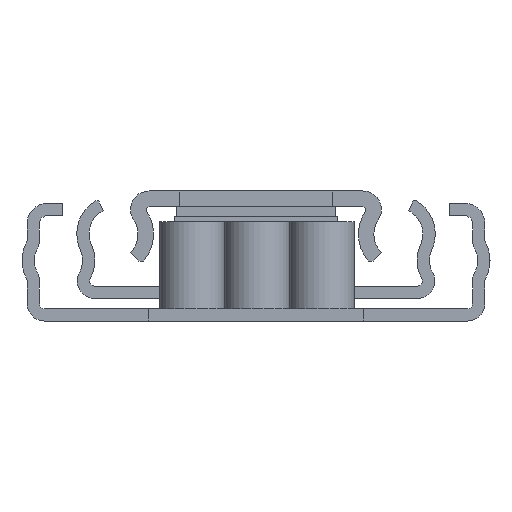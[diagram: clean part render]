
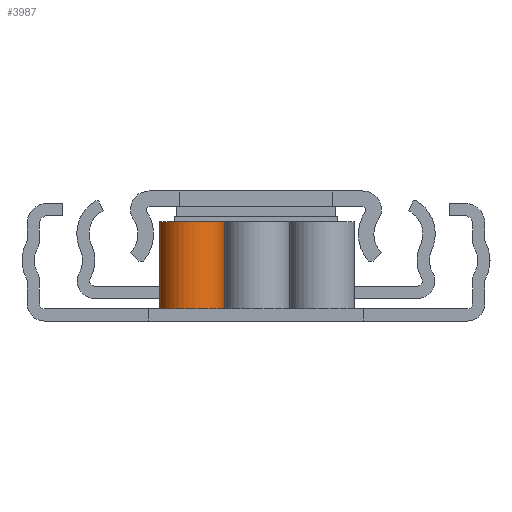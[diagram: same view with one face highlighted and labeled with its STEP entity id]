
A CAD part, left-side view. The second image highlights one B-rep face of the part: STEP entity #3987.
In plain terms, the highlighted cylindrical face has radius 3.198 mm (diameter 6.396 mm), a partial arc.
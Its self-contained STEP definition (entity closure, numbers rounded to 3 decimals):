
#390 = CIRCLE ( 'NONE', #5468, 3.198 ) ;
#528 = LINE ( 'NONE', #6837, #8113 ) ;
#957 = CARTESIAN_POINT ( 'NONE',  ( -9.5, -1.1, 8.5 ) ) ;
#1257 = CARTESIAN_POINT ( 'NONE',  ( -6.333, -0.652, 0. ) ) ;
#1472 = FACE_OUTER_BOUND ( 'NONE', #8156, .T. ) ;
#1859 = EDGE_CURVE ( 'NONE', #10147, #3096, #1864, .T. ) ;
#1864 = CIRCLE ( 'NONE', #6733, 3.198 ) ;
#2303 = DIRECTION ( 'NONE',  ( -1., 0., 0. ) ) ;
#3096 = VERTEX_POINT ( 'NONE', #8908 ) ;
#3175 = DIRECTION ( 'NONE',  ( 0., 0., -1. ) ) ;
#3700 = ORIENTED_EDGE ( 'NONE', *, *, #8379, .T. ) ;
#3796 = VERTEX_POINT ( 'NONE', #957 ) ;
#3987 = ADVANCED_FACE ( 'NONE', ( #1472 ), #11362, .T. ) ;
#4067 = DIRECTION ( 'NONE',  ( 0., 0., -1. ) ) ;
#4117 = DIRECTION ( 'NONE',  ( 0., 0., -1. ) ) ;
#4319 = DIRECTION ( 'NONE',  ( -1., 0., 0. ) ) ;
#4332 = VERTEX_POINT ( 'NONE', #7909 ) ;
#4553 = AXIS2_PLACEMENT_3D ( 'NONE', #5045, #3175, #2303 ) ;
#4554 = ORIENTED_EDGE ( 'NONE', *, *, #1859, .F. ) ;
#5045 = CARTESIAN_POINT ( 'NONE',  ( -6.333, -0.652, 8.5 ) ) ;
#5096 = CARTESIAN_POINT ( 'NONE',  ( -3.167, -1.1, 0. ) ) ;
#5468 = AXIS2_PLACEMENT_3D ( 'NONE', #8764, #6083, #4319 ) ;
#5970 = VECTOR ( 'NONE', #6133, 1000. ) ;
#6083 = DIRECTION ( 'NONE',  ( 0., 0., -1. ) ) ;
#6133 = DIRECTION ( 'NONE',  ( 0., 0., -1. ) ) ;
#6288 = EDGE_CURVE ( 'NONE', #4332, #10147, #528, .T. ) ;
#6733 = AXIS2_PLACEMENT_3D ( 'NONE', #1257, #4067, #10457 ) ;
#6837 = CARTESIAN_POINT ( 'NONE',  ( -3.167, -1.1, 8.5 ) ) ;
#6978 = CARTESIAN_POINT ( 'NONE',  ( -9.5, -1.1, 8.5 ) ) ;
#7157 = EDGE_CURVE ( 'NONE', #3796, #3096, #8943, .T. ) ;
#7909 = CARTESIAN_POINT ( 'NONE',  ( -3.167, -1.1, 8.5 ) ) ;
#8113 = VECTOR ( 'NONE', #4117, 1000. ) ;
#8156 = EDGE_LOOP ( 'NONE', ( #4554, #10236, #3700, #11340 ) ) ;
#8379 = EDGE_CURVE ( 'NONE', #4332, #3796, #390, .T. ) ;
#8764 = CARTESIAN_POINT ( 'NONE',  ( -6.333, -0.652, 8.5 ) ) ;
#8908 = CARTESIAN_POINT ( 'NONE',  ( -9.5, -1.1, 0. ) ) ;
#8943 = LINE ( 'NONE', #6978, #5970 ) ;
#10147 = VERTEX_POINT ( 'NONE', #5096 ) ;
#10236 = ORIENTED_EDGE ( 'NONE', *, *, #6288, .F. ) ;
#10457 = DIRECTION ( 'NONE',  ( -1., 0., 0. ) ) ;
#11340 = ORIENTED_EDGE ( 'NONE', *, *, #7157, .T. ) ;
#11362 = CYLINDRICAL_SURFACE ( 'NONE', #4553, 3.198 ) ;
